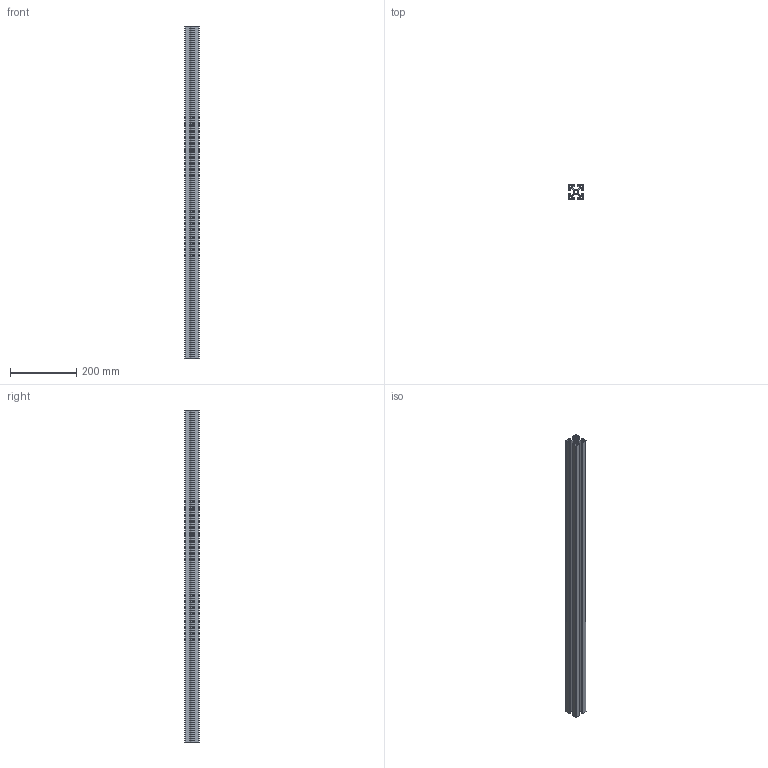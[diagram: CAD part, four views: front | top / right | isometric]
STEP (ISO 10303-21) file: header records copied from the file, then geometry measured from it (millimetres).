
FILE_DESCRIPTION (( 'STEP AP203' ), '1' );
FILE_NAME ('ALF-4545-10L.step', '2024-08-07T10:25:45', ( '' ), ( '' ), 'SwSTEP 2.0', 'SolidWorks 2022', '' );
FILE_SCHEMA (( 'CONFIG_CONTROL_DESIGN' ));
Length unit declared in the file: millimetre
Products named in the file (1): ALF-4545-10L
Bounding box: 45 x 45 x 1000 mm (x, y, z)
Volume: 552635.5 mm3; surface area: 656050.4 mm2
Topology: 1 solids, 1 shells, 179 faces, 531 edges, 354 vertices
Faces by surface type: plane 146, cylinder 33
Entity records: 6028 total; most frequent: CARTESIAN_POINT 1065, ORIENTED_EDGE 1062, DIRECTION 957, EDGE_CURVE 531, VECTOR 465, LINE 465, VERTEX_POINT 354, AXIS2_PLACEMENT_3D 246
